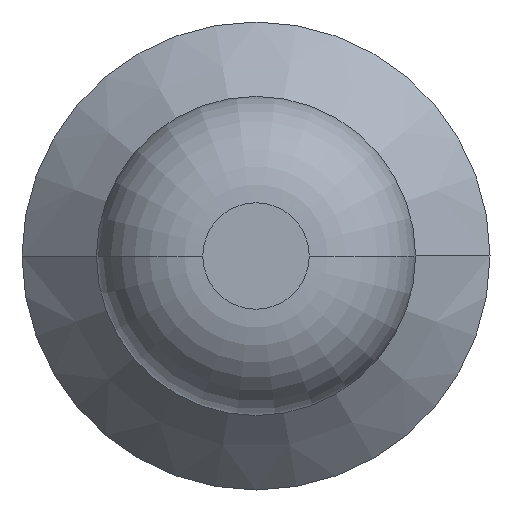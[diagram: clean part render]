
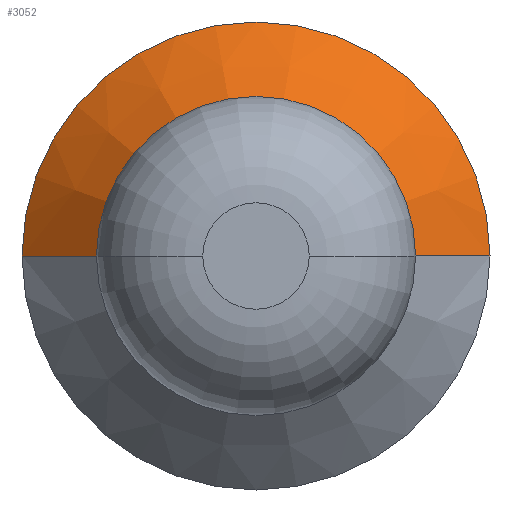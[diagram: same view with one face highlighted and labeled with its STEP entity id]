
A CAD part, front view. The second image highlights one B-rep face of the part: STEP entity #3052.
In plain terms, the highlighted conical face has half-angle 45 degrees and reference radius 0.255 mm.
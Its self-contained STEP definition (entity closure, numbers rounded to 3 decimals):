
#178 = VERTEX_POINT ( 'NONE', #3790 ) ;
#247 = CONICAL_SURFACE ( 'NONE', #3893, 0.255, 0.785 ) ;
#295 = CARTESIAN_POINT ( 'NONE',  ( 0., 3.7, 0. ) ) ;
#396 = EDGE_LOOP ( 'NONE', ( #3049, #1861, #3226, #1808 ) ) ;
#514 = AXIS2_PLACEMENT_3D ( 'NONE', #1101, #3915, #3582 ) ;
#593 = VERTEX_POINT ( 'NONE', #2659 ) ;
#622 = EDGE_CURVE ( 'NONE', #2253, #178, #1892, .T. ) ;
#874 = CARTESIAN_POINT ( 'NONE',  ( 0.255, 3.7, 0. ) ) ;
#1049 = CIRCLE ( 'NONE', #3553, 0.255 ) ;
#1083 = VECTOR ( 'NONE', #2347, 1000. ) ;
#1101 = CARTESIAN_POINT ( 'NONE',  ( 0., 3.995, 0. ) ) ;
#1237 = VECTOR ( 'NONE', #3793, 1000. ) ;
#1240 = DIRECTION ( 'NONE',  ( -1., 0., 0. ) ) ;
#1593 = CARTESIAN_POINT ( 'NONE',  ( 0.255, 3.7, 0. ) ) ;
#1618 = CARTESIAN_POINT ( 'NONE',  ( 0., 3.7, 0. ) ) ;
#1808 = ORIENTED_EDGE ( 'NONE', *, *, #3136, .F. ) ;
#1861 = ORIENTED_EDGE ( 'NONE', *, *, #622, .T. ) ;
#1873 = CARTESIAN_POINT ( 'NONE',  ( -0.255, 3.7, 0. ) ) ;
#1892 = LINE ( 'NONE', #874, #1083 ) ;
#2148 = EDGE_CURVE ( 'Defeature ausgef�hrt1_8+Defeature ausgef�hrt1_9+Defeature ausgef�hrt1_9+Defeature ausgef�hrt1_9', #2253, #3178, #1049, .T. ) ;
#2253 = VERTEX_POINT ( 'NONE', #1593 ) ;
#2337 = FACE_OUTER_BOUND ( 'NONE', #396, .T. ) ;
#2347 = DIRECTION ( 'NONE',  ( 0.707, 0.707, 0. ) ) ;
#2583 = CIRCLE ( 'NONE', #514, 0.55 ) ;
#2659 = CARTESIAN_POINT ( 'NONE',  ( -0.55, 3.995, 0. ) ) ;
#3049 = ORIENTED_EDGE ( 'NONE', *, *, #2148, .F. ) ;
#3052 = ADVANCED_FACE ( 'Defeature ausgef�hrt1_9', ( #2337 ), #247, .T. ) ;
#3076 = DIRECTION ( 'NONE',  ( 0., 1., 0. ) ) ;
#3136 = EDGE_CURVE ( 'NONE', #3178, #593, #3800, .T. ) ;
#3178 = VERTEX_POINT ( 'NONE', #1873 ) ;
#3226 = ORIENTED_EDGE ( 'NONE', *, *, #3274, .F. ) ;
#3274 = EDGE_CURVE ( 'Defeature ausgef�hrt1_7+Defeature ausgef�hrt1_9+Defeature ausgef�hrt1_9+Defeature ausgef�hrt1_9', #593, #178, #2583, .T. ) ;
#3433 = CARTESIAN_POINT ( 'NONE',  ( -0.255, 3.7, 0. ) ) ;
#3460 = DIRECTION ( 'NONE',  ( 0., -1., 0. ) ) ;
#3553 = AXIS2_PLACEMENT_3D ( 'NONE', #1618, #3460, #3726 ) ;
#3582 = DIRECTION ( 'NONE',  ( 1., 0., 0. ) ) ;
#3726 = DIRECTION ( 'NONE',  ( 1., 0., 0. ) ) ;
#3790 = CARTESIAN_POINT ( 'NONE',  ( 0.55, 3.995, 0. ) ) ;
#3793 = DIRECTION ( 'NONE',  ( -0.707, 0.707, 0. ) ) ;
#3800 = LINE ( 'NONE', #3433, #1237 ) ;
#3893 = AXIS2_PLACEMENT_3D ( 'NONE', #295, #3076, #1240 ) ;
#3915 = DIRECTION ( 'NONE',  ( 0., 1., 0. ) ) ;
